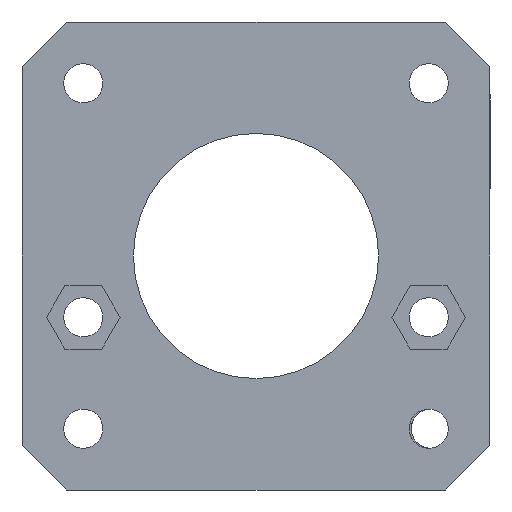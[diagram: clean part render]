
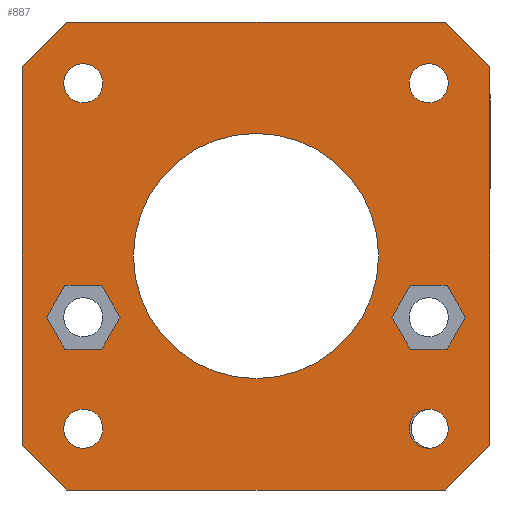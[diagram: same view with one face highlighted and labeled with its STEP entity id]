
A CAD part, front view. The second image highlights one B-rep face of the part: STEP entity #887.
In plain terms, the highlighted planar face has unit normal (0, -1, 0).
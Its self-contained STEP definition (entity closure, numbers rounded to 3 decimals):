
#31=FACE_BOUND('',#157,.T.);
#32=FACE_BOUND('',#158,.T.);
#33=FACE_BOUND('',#159,.T.);
#34=FACE_BOUND('',#160,.T.);
#35=FACE_BOUND('',#161,.T.);
#36=FACE_BOUND('',#162,.T.);
#37=FACE_BOUND('',#163,.T.);
#54=CIRCLE('',#966,1.75);
#55=CIRCLE('',#968,1.75);
#56=CIRCLE('',#970,1.75);
#57=CIRCLE('',#972,1.75);
#58=CIRCLE('',#974,11.);
#103=FACE_OUTER_BOUND('',#156,.T.);
#156=EDGE_LOOP('',(#781,#782,#783,#784,#785,#786,#787,#788));
#157=EDGE_LOOP('',(#789,#790,#791,#792,#793,#794));
#158=EDGE_LOOP('',(#795,#796,#797,#798,#799,#800));
#159=EDGE_LOOP('',(#801));
#160=EDGE_LOOP('',(#802));
#161=EDGE_LOOP('',(#803));
#162=EDGE_LOOP('',(#804));
#163=EDGE_LOOP('',(#805));
#164=LINE('',#1215,#264);
#168=LINE('',#1223,#268);
#171=LINE('',#1229,#271);
#174=LINE('',#1235,#274);
#177=LINE('',#1241,#277);
#180=LINE('',#1246,#280);
#182=LINE('',#1254,#282);
#186=LINE('',#1262,#286);
#189=LINE('',#1268,#289);
#192=LINE('',#1274,#292);
#195=LINE('',#1280,#295);
#198=LINE('',#1285,#298);
#210=LINE('',#1323,#310);
#243=LINE('',#1403,#343);
#247=LINE('',#1410,#347);
#252=LINE('',#1423,#352);
#254=LINE('',#1427,#354);
#255=LINE('',#1429,#355);
#257=LINE('',#1433,#357);
#263=LINE('',#1455,#363);
#264=VECTOR('',#981,10.);
#268=VECTOR('',#987,10.);
#271=VECTOR('',#992,10.);
#274=VECTOR('',#997,10.);
#277=VECTOR('',#1002,10.);
#280=VECTOR('',#1007,10.);
#282=VECTOR('',#1015,10.);
#286=VECTOR('',#1021,10.);
#289=VECTOR('',#1026,10.);
#292=VECTOR('',#1031,10.);
#295=VECTOR('',#1036,10.);
#298=VECTOR('',#1041,10.);
#310=VECTOR('',#1075,10.);
#343=VECTOR('',#1148,10.);
#347=VECTOR('',#1154,10.);
#352=VECTOR('',#1169,10.);
#354=VECTOR('',#1173,10.);
#355=VECTOR('',#1176,10.);
#357=VECTOR('',#1180,10.);
#363=VECTOR('',#1208,10.);
#364=VERTEX_POINT('',#1213);
#365=VERTEX_POINT('',#1214);
#368=VERTEX_POINT('',#1222);
#370=VERTEX_POINT('',#1228);
#372=VERTEX_POINT('',#1234);
#374=VERTEX_POINT('',#1240);
#377=VERTEX_POINT('',#1252);
#378=VERTEX_POINT('',#1253);
#381=VERTEX_POINT('',#1261);
#383=VERTEX_POINT('',#1267);
#385=VERTEX_POINT('',#1273);
#387=VERTEX_POINT('',#1279);
#402=VERTEX_POINT('',#1320);
#403=VERTEX_POINT('',#1322);
#429=VERTEX_POINT('',#1400);
#430=VERTEX_POINT('',#1402);
#432=VERTEX_POINT('',#1408);
#435=VERTEX_POINT('',#1421);
#436=VERTEX_POINT('',#1425);
#437=VERTEX_POINT('',#1431);
#438=VERTEX_POINT('',#1435);
#439=VERTEX_POINT('',#1439);
#440=VERTEX_POINT('',#1443);
#441=VERTEX_POINT('',#1447);
#442=VERTEX_POINT('',#1451);
#443=EDGE_CURVE('',#364,#365,#164,.T.);
#447=EDGE_CURVE('',#368,#364,#168,.T.);
#450=EDGE_CURVE('',#370,#368,#171,.T.);
#453=EDGE_CURVE('',#372,#370,#174,.T.);
#456=EDGE_CURVE('',#374,#372,#177,.T.);
#459=EDGE_CURVE('',#365,#374,#180,.T.);
#462=EDGE_CURVE('',#377,#378,#182,.T.);
#466=EDGE_CURVE('',#381,#377,#186,.T.);
#469=EDGE_CURVE('',#383,#381,#189,.T.);
#472=EDGE_CURVE('',#385,#383,#192,.T.);
#475=EDGE_CURVE('',#387,#385,#195,.T.);
#478=EDGE_CURVE('',#378,#387,#198,.T.);
#496=EDGE_CURVE('',#402,#403,#210,.T.);
#535=EDGE_CURVE('',#429,#430,#243,.T.);
#539=EDGE_CURVE('',#432,#429,#247,.T.);
#547=EDGE_CURVE('',#435,#432,#252,.T.);
#549=EDGE_CURVE('',#436,#435,#254,.T.);
#550=EDGE_CURVE('',#403,#436,#255,.T.);
#552=EDGE_CURVE('',#437,#402,#257,.T.);
#554=EDGE_CURVE('',#438,#438,#54,.T.);
#556=EDGE_CURVE('',#439,#439,#55,.T.);
#558=EDGE_CURVE('',#440,#440,#56,.T.);
#560=EDGE_CURVE('',#441,#441,#57,.T.);
#562=EDGE_CURVE('',#442,#442,#58,.T.);
#563=EDGE_CURVE('',#430,#437,#263,.T.);
#781=ORIENTED_EDGE('',*,*,#535,.F.);
#782=ORIENTED_EDGE('',*,*,#539,.F.);
#783=ORIENTED_EDGE('',*,*,#547,.F.);
#784=ORIENTED_EDGE('',*,*,#549,.F.);
#785=ORIENTED_EDGE('',*,*,#550,.F.);
#786=ORIENTED_EDGE('',*,*,#496,.F.);
#787=ORIENTED_EDGE('',*,*,#552,.F.);
#788=ORIENTED_EDGE('',*,*,#563,.F.);
#789=ORIENTED_EDGE('',*,*,#443,.T.);
#790=ORIENTED_EDGE('',*,*,#459,.T.);
#791=ORIENTED_EDGE('',*,*,#456,.T.);
#792=ORIENTED_EDGE('',*,*,#453,.T.);
#793=ORIENTED_EDGE('',*,*,#450,.T.);
#794=ORIENTED_EDGE('',*,*,#447,.T.);
#795=ORIENTED_EDGE('',*,*,#462,.T.);
#796=ORIENTED_EDGE('',*,*,#478,.T.);
#797=ORIENTED_EDGE('',*,*,#475,.T.);
#798=ORIENTED_EDGE('',*,*,#472,.T.);
#799=ORIENTED_EDGE('',*,*,#469,.T.);
#800=ORIENTED_EDGE('',*,*,#466,.T.);
#801=ORIENTED_EDGE('',*,*,#562,.F.);
#802=ORIENTED_EDGE('',*,*,#560,.F.);
#803=ORIENTED_EDGE('',*,*,#558,.F.);
#804=ORIENTED_EDGE('',*,*,#556,.F.);
#805=ORIENTED_EDGE('',*,*,#554,.F.);
#842=PLANE('',#976);
#887=ADVANCED_FACE('',(#103,#31,#32,#33,#34,#35,#36,#37),#842,.F.);
#966=AXIS2_PLACEMENT_3D('',#1437,#1184,#1185);
#968=AXIS2_PLACEMENT_3D('',#1441,#1189,#1190);
#970=AXIS2_PLACEMENT_3D('',#1445,#1194,#1195);
#972=AXIS2_PLACEMENT_3D('',#1449,#1199,#1200);
#974=AXIS2_PLACEMENT_3D('',#1453,#1204,#1205);
#976=AXIS2_PLACEMENT_3D('',#1456,#1209,#1210);
#981=DIRECTION('',(1.,0.,0.));
#987=DIRECTION('',(0.5,0.,0.866));
#992=DIRECTION('',(-0.5,0.,0.866));
#997=DIRECTION('',(-1.,0.,0.));
#1002=DIRECTION('',(-0.5,0.,-0.866));
#1007=DIRECTION('',(0.5,0.,-0.866));
#1015=DIRECTION('',(1.,0.,0.));
#1021=DIRECTION('',(0.5,0.,0.866));
#1026=DIRECTION('',(-0.5,0.,0.866));
#1031=DIRECTION('',(-1.,0.,0.));
#1036=DIRECTION('',(-0.5,0.,-0.866));
#1041=DIRECTION('',(0.5,0.,-0.866));
#1075=DIRECTION('',(-1.,0.,0.));
#1148=DIRECTION('',(0.707,0.,-0.707));
#1154=DIRECTION('',(1.,0.,0.));
#1169=DIRECTION('',(0.707,0.,0.707));
#1173=DIRECTION('',(0.,0.,1.));
#1176=DIRECTION('',(-0.707,0.,0.707));
#1180=DIRECTION('',(-0.707,0.,-0.707));
#1184=DIRECTION('center_axis',(0.,-1.,0.));
#1185=DIRECTION('ref_axis',(1.,0.,0.));
#1189=DIRECTION('center_axis',(0.,-1.,0.));
#1190=DIRECTION('ref_axis',(1.,0.,0.));
#1194=DIRECTION('center_axis',(0.,-1.,0.));
#1195=DIRECTION('ref_axis',(1.,0.,0.));
#1199=DIRECTION('center_axis',(0.,-1.,0.));
#1200=DIRECTION('ref_axis',(1.,0.,0.));
#1204=DIRECTION('center_axis',(0.,-1.,0.));
#1205=DIRECTION('ref_axis',(1.,0.,0.));
#1208=DIRECTION('',(0.,0.,-1.));
#1209=DIRECTION('center_axis',(0.,1.,0.));
#1210=DIRECTION('ref_axis',(0.,0.,1.));
#1213=CARTESIAN_POINT('',(-38.15,0.,-23.642));
#1214=CARTESIAN_POINT('',(-34.85,0.,-23.642));
#1215=CARTESIAN_POINT('',(-29.575,0.,-23.642));
#1222=CARTESIAN_POINT('',(-39.8,0.,-26.5));
#1223=CARTESIAN_POINT('',(-36.259,0.,-20.367));
#1228=CARTESIAN_POINT('',(-38.15,0.,-29.358));
#1229=CARTESIAN_POINT('',(-37.816,0.,-29.937));
#1234=CARTESIAN_POINT('',(-34.85,0.,-29.358));
#1235=CARTESIAN_POINT('',(-27.925,0.,-29.358));
#1240=CARTESIAN_POINT('',(-33.2,0.,-26.5));
#1241=CARTESIAN_POINT('',(-30.484,0.,-21.796));
#1246=CARTESIAN_POINT('',(-33.691,0.,-25.65));
#1252=CARTESIAN_POINT('',(-7.15,0.,-23.642));
#1253=CARTESIAN_POINT('',(-3.85,0.,-23.642));
#1254=CARTESIAN_POINT('',(-14.075,0.,-23.642));
#1261=CARTESIAN_POINT('',(-8.8,0.,-26.5));
#1262=CARTESIAN_POINT('',(-9.134,0.,-27.079));
#1267=CARTESIAN_POINT('',(-7.15,0.,-29.358));
#1268=CARTESIAN_POINT('',(-10.691,0.,-23.225));
#1273=CARTESIAN_POINT('',(-3.85,0.,-29.358));
#1274=CARTESIAN_POINT('',(-12.425,0.,-29.358));
#1279=CARTESIAN_POINT('',(-2.2,0.,-26.5));
#1280=CARTESIAN_POINT('',(-3.359,0.,-28.508));
#1285=CARTESIAN_POINT('',(-6.566,0.,-18.938));
#1320=CARTESIAN_POINT('',(-4.,0.,-42.));
#1322=CARTESIAN_POINT('',(-38.,0.,-42.));
#1323=CARTESIAN_POINT('',(0.,0.,-42.));
#1400=CARTESIAN_POINT('',(-4.,0.,0.));
#1402=CARTESIAN_POINT('',(0.,0.,-4.));
#1403=CARTESIAN_POINT('',(-2.,0.,-2.));
#1408=CARTESIAN_POINT('',(-38.,0.,0.));
#1410=CARTESIAN_POINT('',(-42.,0.,0.));
#1421=CARTESIAN_POINT('',(-42.,0.,-4.));
#1423=CARTESIAN_POINT('',(-40.,0.,-2.));
#1425=CARTESIAN_POINT('',(-42.,0.,-38.));
#1427=CARTESIAN_POINT('',(-42.,0.,-42.));
#1429=CARTESIAN_POINT('',(-40.,0.,-40.));
#1431=CARTESIAN_POINT('',(0.,0.,-38.));
#1433=CARTESIAN_POINT('',(-2.,0.,-40.));
#1435=CARTESIAN_POINT('',(-7.25,0.,-5.5));
#1437=CARTESIAN_POINT('Origin',(-5.5,0.,-5.5));
#1439=CARTESIAN_POINT('',(-7.25,0.,-36.5));
#1441=CARTESIAN_POINT('Origin',(-5.5,0.,-36.5));
#1443=CARTESIAN_POINT('',(-38.25,0.,-5.5));
#1445=CARTESIAN_POINT('Origin',(-36.5,0.,-5.5));
#1447=CARTESIAN_POINT('',(-38.25,0.,-36.5));
#1449=CARTESIAN_POINT('Origin',(-36.5,0.,-36.5));
#1451=CARTESIAN_POINT('',(-32.,0.,-21.));
#1453=CARTESIAN_POINT('Origin',(-21.,0.,-21.));
#1455=CARTESIAN_POINT('',(0.,0.,0.));
#1456=CARTESIAN_POINT('Origin',(-21.,0.,-21.));
